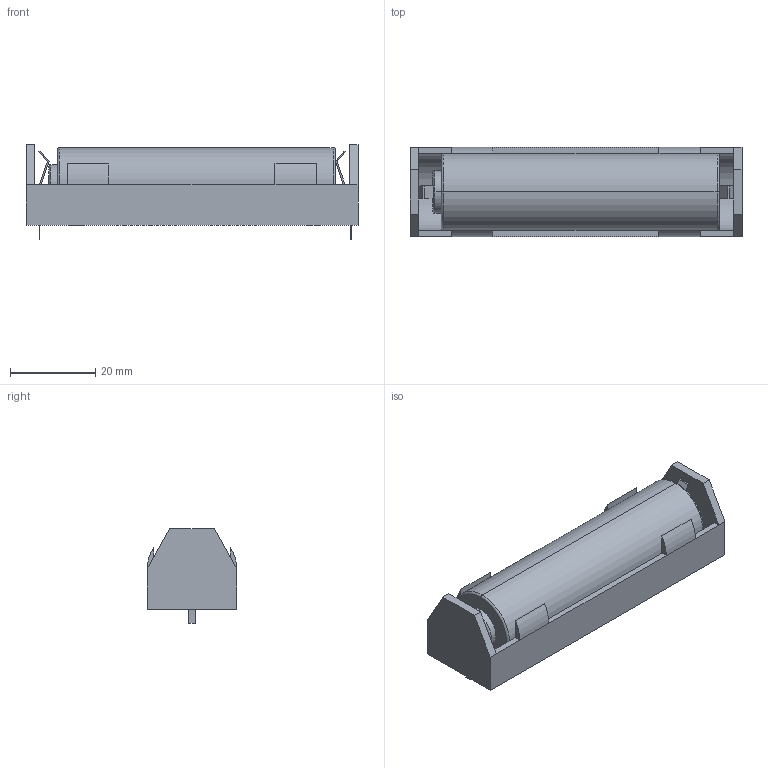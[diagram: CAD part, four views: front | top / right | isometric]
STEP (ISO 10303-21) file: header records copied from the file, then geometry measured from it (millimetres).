
FILE_DESCRIPTION (( 'STEP AP214' ), '1' );
FILE_NAME ('18650.step', '2023-02-25T06:16:25', ( '' ), ( '' ), 'SwSTEP 2.0', 'SolidWorks 2021', '' );
FILE_SCHEMA (( 'AUTOMOTIVE_DESIGN' ));
Length unit declared in the file: millimetre
Products named in the file (1): 18650
Bounding box: 77.7 x 20.9 x 22.2 mm (x, y, z)
Volume: 23153 mm3; surface area: 11581.6 mm2
Topology: 2 solids, 2 shells, 82 faces, 202 edges, 130 vertices
Faces by surface type: plane 59, cylinder 17, torus 6
Entity records: 3542 total; most frequent: CARTESIAN_POINT 649, DIRECTION 406, ORIENTED_EDGE 404, EDGE_CURVE 202, LINE 156, VECTOR 156, VERTEX_POINT 130, AXIS2_PLACEMENT_3D 125
